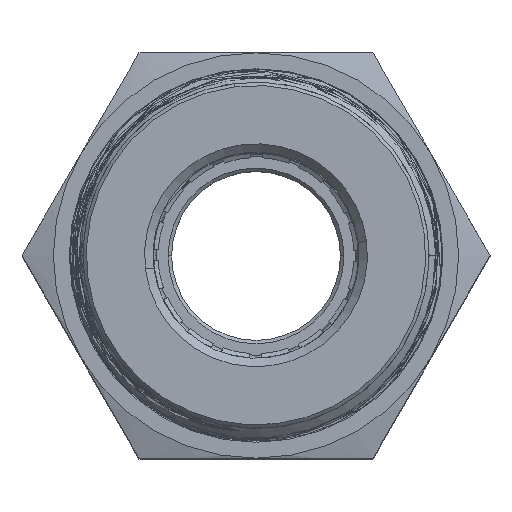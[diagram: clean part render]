
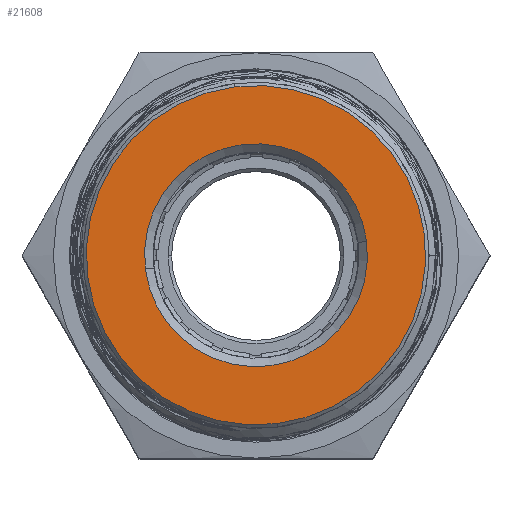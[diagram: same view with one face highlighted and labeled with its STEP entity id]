
A CAD part, top view. The second image highlights one B-rep face of the part: STEP entity #21608.
In plain terms, the highlighted planar face has unit normal (0, 0, 1).
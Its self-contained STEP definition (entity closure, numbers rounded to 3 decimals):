
#369 = CARTESIAN_POINT ( 'NONE',  ( 1.25, -9.972, 3.932 ) ) ;
#2525 = AXIS2_PLACEMENT_3D ( 'NONE', #30364, #3008, #34939 ) ;
#3008 = DIRECTION ( 'NONE',  ( 0., 0., -1. ) ) ;
#4467 = FACE_BOUND ( 'NONE', #12237, .T. ) ;
#5708 = DIRECTION ( 'NONE',  ( 0., 0., -1. ) ) ;
#6549 = VERTEX_POINT ( 'NONE', #41815 ) ;
#10625 = CIRCLE ( 'NONE', #21412, 6.6 ) ;
#12237 = EDGE_LOOP ( 'NONE', ( #42836, #49075 ) ) ;
#13117 = VERTEX_POINT ( 'NONE', #42357 ) ;
#15865 = ORIENTED_EDGE ( 'NONE', *, *, #25879, .T. ) ;
#16554 = DIRECTION ( 'NONE',  ( 0., 0., 1. ) ) ;
#17168 = CARTESIAN_POINT ( 'NONE',  ( 0., 0., 3.932 ) ) ;
#18249 = ORIENTED_EDGE ( 'NONE', *, *, #37658, .T. ) ;
#20812 = CARTESIAN_POINT ( 'NONE',  ( 0., 0., 3.932 ) ) ;
#21412 = AXIS2_PLACEMENT_3D ( 'NONE', #33066, #5708, #37633 ) ;
#21608 = ADVANCED_FACE ( 'NONE', ( #4467, #53070 ), #53554, .T. ) ;
#21769 = DIRECTION ( 'NONE',  ( -0.124, 0.992, 0. ) ) ;
#25411 = DIRECTION ( 'NONE',  ( 0.124, -0.992, 0. ) ) ;
#25879 = EDGE_CURVE ( 'NONE', #54403, #6549, #36989, .T. ) ;
#29376 = CIRCLE ( 'NONE', #2525, 6.6 ) ;
#30364 = CARTESIAN_POINT ( 'NONE',  ( 0., 0., 3.932 ) ) ;
#33066 = CARTESIAN_POINT ( 'NONE',  ( 0., 0., 3.932 ) ) ;
#33379 = EDGE_LOOP ( 'NONE', ( #15865, #18249 ) ) ;
#33976 = CIRCLE ( 'NONE', #47102, 10.05 ) ;
#34939 = DIRECTION ( 'NONE',  ( 0.992, 0.124, 0. ) ) ;
#36989 = CIRCLE ( 'NONE', #54935, 10.05 ) ;
#37393 = VERTEX_POINT ( 'NONE', #40775 ) ;
#37633 = DIRECTION ( 'NONE',  ( 0.992, 0.124, 0. ) ) ;
#37658 = EDGE_CURVE ( 'NONE', #6549, #54403, #33976, .T. ) ;
#39333 = AXIS2_PLACEMENT_3D ( 'NONE', #17168, #49110, #21769 ) ;
#39817 = EDGE_CURVE ( 'NONE', #13117, #37393, #29376, .T. ) ;
#40775 = CARTESIAN_POINT ( 'NONE',  ( -6.549, -0.821, 3.932 ) ) ;
#41815 = CARTESIAN_POINT ( 'NONE',  ( -1.25, 9.972, 3.932 ) ) ;
#42284 = EDGE_CURVE ( 'NONE', #37393, #13117, #10625, .T. ) ;
#42357 = CARTESIAN_POINT ( 'NONE',  ( 6.549, 0.821, 3.932 ) ) ;
#42836 = ORIENTED_EDGE ( 'NONE', *, *, #39817, .T. ) ;
#43910 = CARTESIAN_POINT ( 'NONE',  ( 0., 0., 3.932 ) ) ;
#47102 = AXIS2_PLACEMENT_3D ( 'NONE', #43910, #16554, #48505 ) ;
#48505 = DIRECTION ( 'NONE',  ( 0.124, -0.992, 0. ) ) ;
#49075 = ORIENTED_EDGE ( 'NONE', *, *, #42284, .T. ) ;
#49110 = DIRECTION ( 'NONE',  ( 0., 0., 1. ) ) ;
#52789 = DIRECTION ( 'NONE',  ( 0., 0., 1. ) ) ;
#53070 = FACE_OUTER_BOUND ( 'NONE', #33379, .T. ) ;
#53554 = PLANE ( 'NONE',  #39333 ) ;
#54403 = VERTEX_POINT ( 'NONE', #369 ) ;
#54935 = AXIS2_PLACEMENT_3D ( 'NONE', #20812, #52789, #25411 ) ;
